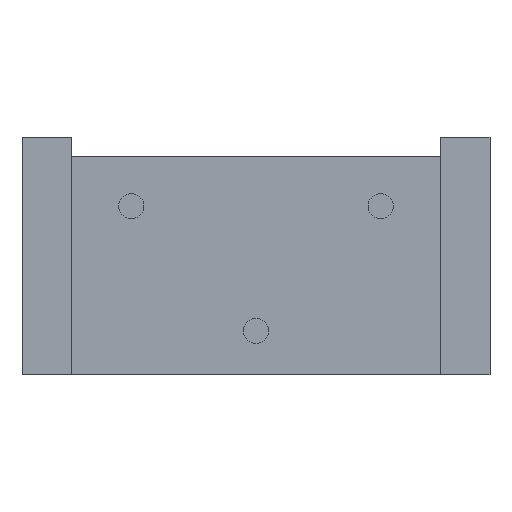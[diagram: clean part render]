
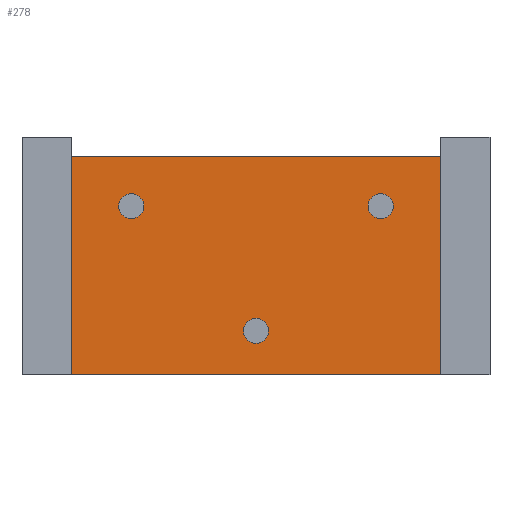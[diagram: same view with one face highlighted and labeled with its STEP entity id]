
A CAD part, front view. The second image highlights one B-rep face of the part: STEP entity #278.
In plain terms, the highlighted planar face has unit normal (0, -1, 0).
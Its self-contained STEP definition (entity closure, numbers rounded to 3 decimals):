
#53 = VERTEX_POINT ( 'NONE', #1202 ) ;
#130 = AXIS2_PLACEMENT_3D ( 'NONE', #804, #346, #1396 ) ;
#134 = ORIENTED_EDGE ( 'NONE', *, *, #426, .T. ) ;
#182 = ORIENTED_EDGE ( 'NONE', *, *, #1081, .T. ) ;
#230 = DIRECTION ( 'NONE',  ( 1., 0., 0. ) ) ;
#260 = CARTESIAN_POINT ( 'NONE',  ( -3.765, 0.38, 2.415 ) ) ;
#278 = ADVANCED_FACE ( 'NONE', ( #1386 ), #333, .F. ) ;
#294 = CARTESIAN_POINT ( 'NONE',  ( 3.765, 0.38, -2.415 ) ) ;
#333 = PLANE ( 'NONE',  #130 ) ;
#338 = LINE ( 'NONE', #937, #1473 ) ;
#346 = DIRECTION ( 'NONE',  ( 0., 1., 0. ) ) ;
#361 = DIRECTION ( 'NONE',  ( 0., 0., -1. ) ) ;
#426 = EDGE_CURVE ( 'NONE', #53, #1078, #544, .T. ) ;
#487 = VERTEX_POINT ( 'NONE', #758 ) ;
#544 = LINE ( 'NONE', #964, #1236 ) ;
#617 = VECTOR ( 'NONE', #361, 1000. ) ;
#657 = VERTEX_POINT ( 'NONE', #294 ) ;
#681 = LINE ( 'NONE', #260, #617 ) ;
#758 = CARTESIAN_POINT ( 'NONE',  ( -3.765, 0.38, -2.415 ) ) ;
#804 = CARTESIAN_POINT ( 'NONE',  ( -3.765, 0.38, 2.415 ) ) ;
#859 = DIRECTION ( 'NONE',  ( 0., 0., -1. ) ) ;
#897 = ORIENTED_EDGE ( 'NONE', *, *, #1121, .F. ) ;
#937 = CARTESIAN_POINT ( 'NONE',  ( -3.765, 0.38, -2.415 ) ) ;
#959 = EDGE_CURVE ( 'NONE', #487, #657, #338, .T. ) ;
#964 = CARTESIAN_POINT ( 'NONE',  ( -3.765, 0.38, 2.035 ) ) ;
#1070 = LINE ( 'NONE', #1197, #1508 ) ;
#1078 = VERTEX_POINT ( 'NONE', #1433 ) ;
#1079 = DIRECTION ( 'NONE',  ( -1., 0., 0. ) ) ;
#1081 = EDGE_CURVE ( 'NONE', #1078, #487, #681, .T. ) ;
#1121 = EDGE_CURVE ( 'NONE', #53, #657, #1070, .T. ) ;
#1156 = ORIENTED_EDGE ( 'NONE', *, *, #959, .T. ) ;
#1197 = CARTESIAN_POINT ( 'NONE',  ( 3.765, 0.38, 2.415 ) ) ;
#1202 = CARTESIAN_POINT ( 'NONE',  ( 3.765, 0.38, 2.035 ) ) ;
#1236 = VECTOR ( 'NONE', #1079, 1000. ) ;
#1317 = EDGE_LOOP ( 'NONE', ( #134, #182, #1156, #897 ) ) ;
#1386 = FACE_OUTER_BOUND ( 'NONE', #1317, .T. ) ;
#1396 = DIRECTION ( 'NONE',  ( 0., 0., 1. ) ) ;
#1433 = CARTESIAN_POINT ( 'NONE',  ( -3.765, 0.38, 2.035 ) ) ;
#1473 = VECTOR ( 'NONE', #230, 1000. ) ;
#1508 = VECTOR ( 'NONE', #859, 1000. ) ;
